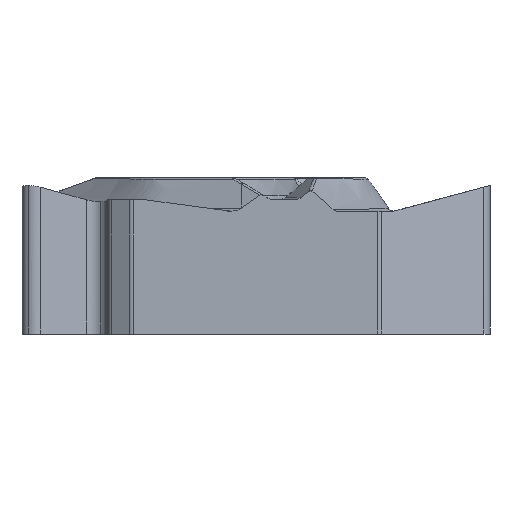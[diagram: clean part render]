
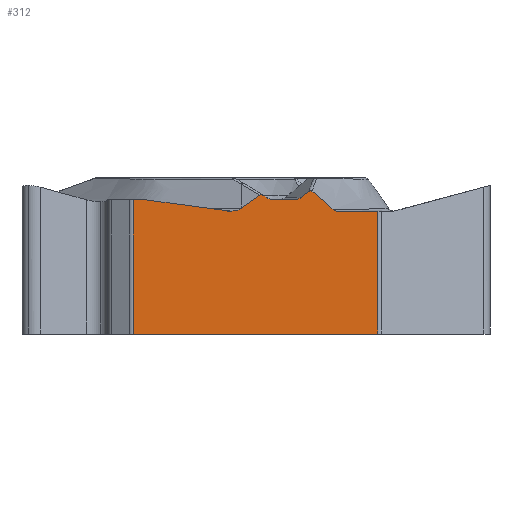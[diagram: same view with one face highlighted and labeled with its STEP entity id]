
A CAD part, left-side view. The second image highlights one B-rep face of the part: STEP entity #312.
In plain terms, the highlighted planar face has unit normal (-1, 0, 0).
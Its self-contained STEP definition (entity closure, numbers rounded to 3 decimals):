
#137=FACE_OUTER_BOUND('',#513,.T.);
#278=ELLIPSE('',#2508,0.309,0.3);
#279=ELLIPSE('',#2509,0.309,0.3);
#280=ELLIPSE('',#2510,0.149,0.1);
#281=ELLIPSE('',#2511,1.,0.5);
#312=ADVANCED_FACE('',(#137),#458,.F.);
#458=PLANE('',#2512);
#513=EDGE_LOOP('',(#802,#803,#804,#805,#806,#807,#808,#809,#810,#811,#812,
#813,#814,#815,#816,#817,#818,#819,#820));
#802=ORIENTED_EDGE('',*,*,#1724,.F.);
#803=ORIENTED_EDGE('',*,*,#1753,.T.);
#804=ORIENTED_EDGE('',*,*,#1754,.T.);
#805=ORIENTED_EDGE('',*,*,#1755,.T.);
#806=ORIENTED_EDGE('',*,*,#1756,.F.);
#807=ORIENTED_EDGE('',*,*,#1757,.F.);
#808=ORIENTED_EDGE('',*,*,#1758,.T.);
#809=ORIENTED_EDGE('',*,*,#1759,.T.);
#810=ORIENTED_EDGE('',*,*,#1760,.T.);
#811=ORIENTED_EDGE('',*,*,#1761,.T.);
#812=ORIENTED_EDGE('',*,*,#1762,.T.);
#813=ORIENTED_EDGE('',*,*,#1763,.F.);
#814=ORIENTED_EDGE('',*,*,#1764,.T.);
#815=ORIENTED_EDGE('',*,*,#1765,.F.);
#816=ORIENTED_EDGE('',*,*,#1766,.T.);
#817=ORIENTED_EDGE('',*,*,#1767,.T.);
#818=ORIENTED_EDGE('',*,*,#1768,.T.);
#819=ORIENTED_EDGE('',*,*,#1769,.T.);
#820=ORIENTED_EDGE('',*,*,#1770,.T.);
#1501=VERTEX_POINT('',#3796);
#1502=VERTEX_POINT('',#3798);
#1530=VERTEX_POINT('',#3856);
#1531=VERTEX_POINT('',#3858);
#1532=VERTEX_POINT('',#3869);
#1533=VERTEX_POINT('',#3877);
#1534=VERTEX_POINT('',#3891);
#1535=VERTEX_POINT('',#3893);
#1536=VERTEX_POINT('',#3895);
#1537=VERTEX_POINT('',#3897);
#1538=VERTEX_POINT('',#3899);
#1539=VERTEX_POINT('',#3901);
#1540=VERTEX_POINT('',#3903);
#1541=VERTEX_POINT('',#3905);
#1542=VERTEX_POINT('',#3910);
#1543=VERTEX_POINT('',#3921);
#1544=VERTEX_POINT('',#3923);
#1545=VERTEX_POINT('',#3925);
#1546=VERTEX_POINT('',#3927);
#1724=EDGE_CURVE('',#1501,#1502,#2081,.T.);
#1753=EDGE_CURVE('',#1501,#1530,#2095,.T.);
#1754=EDGE_CURVE('',#1530,#1531,#2096,.T.);
#1755=EDGE_CURVE('',#1531,#1532,#2376,.T.);
#1756=EDGE_CURVE('',#1533,#1532,#2377,.T.);
#1757=EDGE_CURVE('',#1534,#1533,#2378,.T.);
#1758=EDGE_CURVE('',#1534,#1535,#2097,.T.);
#1759=EDGE_CURVE('',#1535,#1536,#278,.T.);
#1760=EDGE_CURVE('',#1536,#1537,#2098,.T.);
#1761=EDGE_CURVE('',#1537,#1538,#279,.T.);
#1762=EDGE_CURVE('',#1538,#1539,#2099,.T.);
#1763=EDGE_CURVE('',#1540,#1539,#280,.T.);
#1764=EDGE_CURVE('',#1540,#1541,#2100,.T.);
#1765=EDGE_CURVE('',#1542,#1541,#2379,.T.);
#1766=EDGE_CURVE('',#1542,#1543,#2380,.T.);
#1767=EDGE_CURVE('',#1543,#1544,#281,.T.);
#1768=EDGE_CURVE('',#1544,#1545,#2101,.T.);
#1769=EDGE_CURVE('',#1545,#1546,#2102,.T.);
#1770=EDGE_CURVE('',#1546,#1502,#2103,.T.);
#2081=LINE('',#3797,#2228);
#2095=LINE('',#3855,#2242);
#2096=LINE('',#3857,#2243);
#2097=LINE('',#3892,#2244);
#2098=LINE('',#3896,#2245);
#2099=LINE('',#3900,#2246);
#2100=LINE('',#3904,#2247);
#2101=LINE('',#3924,#2248);
#2102=LINE('',#3926,#2249);
#2103=LINE('',#3928,#2250);
#2228=VECTOR('',#2749,1.);
#2242=VECTOR('',#2795,1.);
#2243=VECTOR('',#2796,1.);
#2244=VECTOR('',#2797,1.);
#2245=VECTOR('',#2800,1.);
#2246=VECTOR('',#2803,1.);
#2247=VECTOR('',#2806,1.);
#2248=VECTOR('',#2809,1.);
#2249=VECTOR('',#2810,1.);
#2250=VECTOR('',#2811,1.);
#2376=B_SPLINE_CURVE_WITH_KNOTS('',3,(#3859,#3860,#3861,#3862,#3863,#3864,
#3865,#3866,#3867,#3868),.UNSPECIFIED.,.F.,.F.,(4,3,3,4),(0.,0.468,
0.914,1.),.UNSPECIFIED.);
#2377=B_SPLINE_CURVE_WITH_KNOTS('',3,(#3870,#3871,#3872,#3873,#3874,#3875,
#3876),.UNSPECIFIED.,.F.,.F.,(4,3,4),(0.,0.411,1.),
 .UNSPECIFIED.);
#2378=B_SPLINE_CURVE_WITH_KNOTS('',3,(#3878,#3879,#3880,#3881,#3882,#3883,
#3884,#3885,#3886,#3887,#3888,#3889,#3890),.UNSPECIFIED.,.F.,.F.,(4,3,3,
3,4),(0.,0.265,0.53,0.788,1.),
 .UNSPECIFIED.);
#2379=B_SPLINE_CURVE_WITH_KNOTS('',3,(#3906,#3907,#3908,#3909),
 .UNSPECIFIED.,.F.,.F.,(4,4),(0.,1.),.UNSPECIFIED.);
#2380=B_SPLINE_CURVE_WITH_KNOTS('',3,(#3911,#3912,#3913,#3914,#3915,#3916,
#3917,#3918,#3919,#3920),.UNSPECIFIED.,.F.,.F.,(4,3,3,4),(0.,0.331,
0.914,1.),.UNSPECIFIED.);
#2508=AXIS2_PLACEMENT_3D('',#3894,#2798,#2799);
#2509=AXIS2_PLACEMENT_3D('',#3898,#2801,#2802);
#2510=AXIS2_PLACEMENT_3D('',#3902,#2804,#2805);
#2511=AXIS2_PLACEMENT_3D('',#3922,#2807,#2808);
#2512=AXIS2_PLACEMENT_3D('',#3929,#2812,#2813);
#2749=DIRECTION('',(0.,1.,0.));
#2795=DIRECTION('',(0.,0.,1.));
#2796=DIRECTION('',(0.,1.,0.));
#2797=DIRECTION('',(0.,0.775,-0.631));
#2798=DIRECTION('',(1.,0.,0.));
#2799=DIRECTION('',(0.,1.,0.));
#2800=DIRECTION('',(0.,1.,0.));
#2801=DIRECTION('',(1.,0.,0.));
#2802=DIRECTION('',(0.,1.,0.));
#2803=DIRECTION('',(0.,0.775,0.631));
#2804=DIRECTION('',(1.,0.,0.));
#2805=DIRECTION('',(0.,-0.858,-0.514));
#2806=DIRECTION('',(0.,0.814,-0.581));
#2807=DIRECTION('',(1.,0.,0.));
#2808=DIRECTION('',(0.,1.,0.));
#2809=DIRECTION('',(0.,0.991,0.133));
#2810=DIRECTION('',(0.,1.,0.));
#2811=DIRECTION('',(0.,0.,-1.));
#2812=DIRECTION('',(1.,0.,0.));
#2813=DIRECTION('',(0.,1.,0.));
#3796=CARTESIAN_POINT('',(-6.35,-5.108,-5.56));
#3797=CARTESIAN_POINT('',(-6.35,5.476,-5.56));
#3798=CARTESIAN_POINT('',(-6.35,4.054,-5.56));
#3855=CARTESIAN_POINT('',(-6.35,-5.108,25.));
#3856=CARTESIAN_POINT('',(-6.35,-5.108,-0.96));
#3857=CARTESIAN_POINT('',(-6.35,0.,-0.96));
#3858=CARTESIAN_POINT('',(-6.35,-3.587,-0.96));
#3859=CARTESIAN_POINT('',(-6.35,-3.587,-0.96));
#3860=CARTESIAN_POINT('',(-6.35,-3.56,-0.96));
#3861=CARTESIAN_POINT('',(-6.35,-3.531,-0.955));
#3862=CARTESIAN_POINT('',(-6.35,-3.505,-0.945));
#3863=CARTESIAN_POINT('',(-6.35,-3.48,-0.936));
#3864=CARTESIAN_POINT('',(-6.35,-3.457,-0.922));
#3865=CARTESIAN_POINT('',(-6.35,-3.436,-0.905));
#3866=CARTESIAN_POINT('',(-6.35,-3.433,-0.902));
#3867=CARTESIAN_POINT('',(-6.35,-3.429,-0.898));
#3868=CARTESIAN_POINT('',(-6.35,-3.425,-0.894));
#3869=CARTESIAN_POINT('',(-6.35,-3.425,-0.894));
#3870=CARTESIAN_POINT('',(-6.35,-2.636,-0.216));
#3871=CARTESIAN_POINT('',(-6.35,-2.751,-0.3));
#3872=CARTESIAN_POINT('',(-6.35,-2.863,-0.388));
#3873=CARTESIAN_POINT('',(-6.35,-2.972,-0.48));
#3874=CARTESIAN_POINT('',(-6.35,-3.129,-0.611));
#3875=CARTESIAN_POINT('',(-6.35,-3.28,-0.75));
#3876=CARTESIAN_POINT('',(-6.35,-3.425,-0.894));
#3877=CARTESIAN_POINT('',(-6.35,-2.636,-0.216));
#3878=CARTESIAN_POINT('',(-6.35,-2.515,-0.22));
#3879=CARTESIAN_POINT('',(-6.35,-2.524,-0.213));
#3880=CARTESIAN_POINT('',(-6.35,-2.534,-0.207));
#3881=CARTESIAN_POINT('',(-6.35,-2.545,-0.203));
#3882=CARTESIAN_POINT('',(-6.35,-2.556,-0.199));
#3883=CARTESIAN_POINT('',(-6.35,-2.567,-0.197));
#3884=CARTESIAN_POINT('',(-6.35,-2.579,-0.197));
#3885=CARTESIAN_POINT('',(-6.35,-2.59,-0.197));
#3886=CARTESIAN_POINT('',(-6.35,-2.601,-0.199));
#3887=CARTESIAN_POINT('',(-6.35,-2.611,-0.203));
#3888=CARTESIAN_POINT('',(-6.35,-2.62,-0.206));
#3889=CARTESIAN_POINT('',(-6.35,-2.628,-0.21));
#3890=CARTESIAN_POINT('',(-6.35,-2.636,-0.216));
#3891=CARTESIAN_POINT('',(-6.35,-2.515,-0.22));
#3892=CARTESIAN_POINT('',(-6.35,-13.351,8.602));
#3893=CARTESIAN_POINT('',(-6.35,-2.233,-0.45));
#3894=CARTESIAN_POINT('',(-6.35,-2.034,-0.22));
#3895=CARTESIAN_POINT('',(-6.35,-2.034,-0.52));
#3896=CARTESIAN_POINT('',(-6.35,0.,-0.52));
#3897=CARTESIAN_POINT('',(-6.35,-1.132,-0.52));
#3898=CARTESIAN_POINT('',(-6.35,-1.132,-0.22));
#3899=CARTESIAN_POINT('',(-6.35,-0.934,-0.45));
#3900=CARTESIAN_POINT('',(-6.35,12.088,10.152));
#3901=CARTESIAN_POINT('',(-6.35,-0.863,-0.392));
#3902=CARTESIAN_POINT('',(-6.35,-0.786,-0.46));
#3903=CARTESIAN_POINT('',(-6.35,-0.678,-0.363));
#3904=CARTESIAN_POINT('',(-6.35,-12.224,7.882));
#3905=CARTESIAN_POINT('',(-6.35,0.,-0.847));
#3906=CARTESIAN_POINT('',(-6.35,0.033,-0.871));
#3907=CARTESIAN_POINT('',(-6.35,0.022,-0.863));
#3908=CARTESIAN_POINT('',(-6.35,0.011,-0.855));
#3909=CARTESIAN_POINT('',(-6.35,0.,-0.847));
#3910=CARTESIAN_POINT('',(-6.35,0.033,-0.871));
#3911=CARTESIAN_POINT('',(-6.35,0.033,-0.871));
#3912=CARTESIAN_POINT('',(-6.35,0.069,-0.896));
#3913=CARTESIAN_POINT('',(-6.35,0.11,-0.914));
#3914=CARTESIAN_POINT('',(-6.35,0.151,-0.927));
#3915=CARTESIAN_POINT('',(-6.35,0.225,-0.95));
#3916=CARTESIAN_POINT('',(-6.35,0.303,-0.959));
#3917=CARTESIAN_POINT('',(-6.35,0.38,-0.958));
#3918=CARTESIAN_POINT('',(-6.35,0.391,-0.958));
#3919=CARTESIAN_POINT('',(-6.35,0.402,-0.958));
#3920=CARTESIAN_POINT('',(-6.35,0.414,-0.957));
#3921=CARTESIAN_POINT('',(-6.35,0.414,-0.957));
#3922=CARTESIAN_POINT('',(-6.35,0.304,-0.46));
#3923=CARTESIAN_POINT('',(-6.35,0.563,-0.943));
#3924=CARTESIAN_POINT('',(-6.35,8.803,0.161));
#3925=CARTESIAN_POINT('',(-6.35,3.541,-0.544));
#3926=CARTESIAN_POINT('',(-6.35,5.476,-0.544));
#3927=CARTESIAN_POINT('',(-6.35,4.054,-0.544));
#3928=CARTESIAN_POINT('',(-6.35,4.054,25.));
#3929=CARTESIAN_POINT('',(-6.35,5.476,25.));
